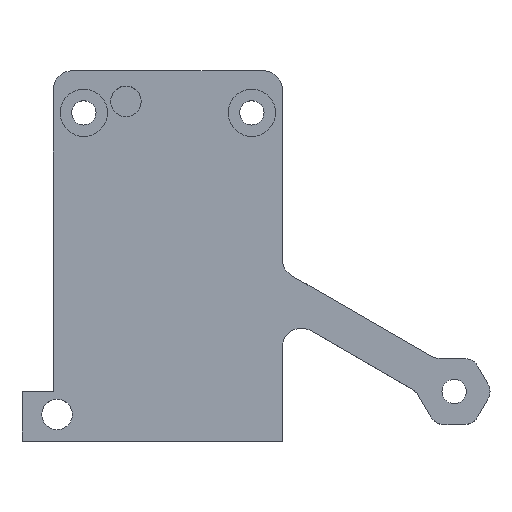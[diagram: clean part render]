
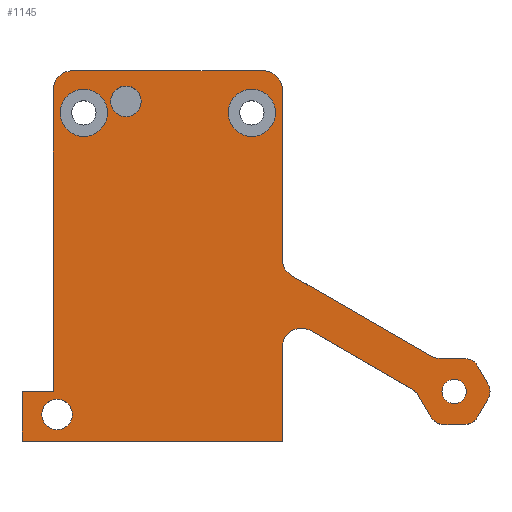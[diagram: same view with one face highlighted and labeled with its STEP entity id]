
A CAD part, top view. The second image highlights one B-rep face of the part: STEP entity #1145.
In plain terms, the highlighted planar face has unit normal (0, 0, 1).
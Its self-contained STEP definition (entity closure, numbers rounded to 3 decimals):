
#15=FACE_BOUND('',#162,.T.);
#16=FACE_BOUND('',#163,.T.);
#17=FACE_BOUND('',#164,.T.);
#18=FACE_BOUND('',#165,.T.);
#19=FACE_BOUND('',#166,.T.);
#55=PLANE('',#1229);
#97=FACE_OUTER_BOUND('',#161,.T.);
#161=EDGE_LOOP('',(#831,#832,#833,#834,#835,#836,#837,#838,#839,#840,#841,
#842,#843,#844,#845,#846,#847,#848,#849,#850,#851,#852,#853,#854));
#162=EDGE_LOOP('',(#855));
#163=EDGE_LOOP('',(#856));
#164=EDGE_LOOP('',(#857));
#165=EDGE_LOOP('',(#858));
#166=EDGE_LOOP('',(#859));
#251=LINE('',#1781,#364);
#254=LINE('',#1787,#367);
#255=LINE('',#1791,#368);
#256=LINE('',#1795,#369);
#257=LINE('',#1799,#370);
#258=LINE('',#1803,#371);
#259=LINE('',#1807,#372);
#260=LINE('',#1811,#373);
#261=LINE('',#1815,#374);
#262=LINE('',#1817,#375);
#263=LINE('',#1819,#376);
#264=LINE('',#1821,#377);
#265=LINE('',#1823,#378);
#266=LINE('',#1827,#379);
#364=VECTOR('',#1368,10.);
#367=VECTOR('',#1373,10.);
#368=VECTOR('',#1376,10.);
#369=VECTOR('',#1379,10.);
#370=VECTOR('',#1382,10.);
#371=VECTOR('',#1385,10.);
#372=VECTOR('',#1388,10.);
#373=VECTOR('',#1391,10.);
#374=VECTOR('',#1394,10.);
#375=VECTOR('',#1395,10.);
#376=VECTOR('',#1396,10.);
#377=VECTOR('',#1397,10.);
#378=VECTOR('',#1398,10.);
#379=VECTOR('',#1401,10.);
#470=CIRCLE('',#1227,2.);
#471=CIRCLE('',#1230,2.);
#472=CIRCLE('',#1231,2.);
#473=CIRCLE('',#1232,2.);
#474=CIRCLE('',#1233,2.);
#475=CIRCLE('',#1234,2.5);
#476=CIRCLE('',#1235,2.5);
#477=CIRCLE('',#1236,2.5);
#478=CIRCLE('',#1237,2.5);
#479=CIRCLE('',#1238,2.);
#480=CIRCLE('',#1239,1.6);
#481=CIRCLE('',#1240,2.);
#482=CIRCLE('',#1241,2.);
#483=CIRCLE('',#1242,3.1);
#484=CIRCLE('',#1243,3.1);
#534=VERTEX_POINT('',#1774);
#535=VERTEX_POINT('',#1776);
#536=VERTEX_POINT('',#1780);
#538=VERTEX_POINT('',#1786);
#539=VERTEX_POINT('',#1788);
#540=VERTEX_POINT('',#1790);
#541=VERTEX_POINT('',#1792);
#542=VERTEX_POINT('',#1794);
#543=VERTEX_POINT('',#1796);
#544=VERTEX_POINT('',#1798);
#545=VERTEX_POINT('',#1800);
#546=VERTEX_POINT('',#1802);
#547=VERTEX_POINT('',#1804);
#548=VERTEX_POINT('',#1806);
#549=VERTEX_POINT('',#1808);
#550=VERTEX_POINT('',#1810);
#551=VERTEX_POINT('',#1812);
#552=VERTEX_POINT('',#1814);
#553=VERTEX_POINT('',#1816);
#554=VERTEX_POINT('',#1818);
#555=VERTEX_POINT('',#1820);
#556=VERTEX_POINT('',#1822);
#557=VERTEX_POINT('',#1824);
#558=VERTEX_POINT('',#1826);
#559=VERTEX_POINT('',#1829);
#560=VERTEX_POINT('',#1831);
#561=VERTEX_POINT('',#1833);
#562=VERTEX_POINT('',#1835);
#563=VERTEX_POINT('',#1837);
#650=EDGE_CURVE('',#534,#535,#470,.T.);
#652=EDGE_CURVE('',#536,#535,#251,.T.);
#655=EDGE_CURVE('',#534,#538,#254,.T.);
#656=EDGE_CURVE('',#539,#538,#471,.T.);
#657=EDGE_CURVE('',#539,#540,#255,.T.);
#658=EDGE_CURVE('',#541,#540,#472,.T.);
#659=EDGE_CURVE('',#541,#542,#256,.T.);
#660=EDGE_CURVE('',#543,#542,#473,.T.);
#661=EDGE_CURVE('',#543,#544,#257,.T.);
#662=EDGE_CURVE('',#545,#544,#474,.T.);
#663=EDGE_CURVE('',#546,#545,#258,.T.);
#664=EDGE_CURVE('',#547,#546,#475,.T.);
#665=EDGE_CURVE('',#547,#548,#259,.T.);
#666=EDGE_CURVE('',#549,#548,#476,.T.);
#667=EDGE_CURVE('',#549,#550,#260,.T.);
#668=EDGE_CURVE('',#551,#550,#477,.T.);
#669=EDGE_CURVE('',#551,#552,#261,.T.);
#670=EDGE_CURVE('',#553,#552,#262,.T.);
#671=EDGE_CURVE('',#554,#553,#263,.T.);
#672=EDGE_CURVE('',#555,#554,#264,.T.);
#673=EDGE_CURVE('',#556,#555,#265,.T.);
#674=EDGE_CURVE('',#557,#556,#478,.T.);
#675=EDGE_CURVE('',#557,#558,#266,.T.);
#676=EDGE_CURVE('',#536,#558,#479,.T.);
#677=EDGE_CURVE('',#559,#559,#480,.T.);
#678=EDGE_CURVE('',#560,#560,#481,.T.);
#679=EDGE_CURVE('',#561,#561,#482,.T.);
#680=EDGE_CURVE('',#562,#562,#483,.T.);
#681=EDGE_CURVE('',#563,#563,#484,.T.);
#831=ORIENTED_EDGE('',*,*,#650,.F.);
#832=ORIENTED_EDGE('',*,*,#655,.T.);
#833=ORIENTED_EDGE('',*,*,#656,.F.);
#834=ORIENTED_EDGE('',*,*,#657,.T.);
#835=ORIENTED_EDGE('',*,*,#658,.F.);
#836=ORIENTED_EDGE('',*,*,#659,.T.);
#837=ORIENTED_EDGE('',*,*,#660,.F.);
#838=ORIENTED_EDGE('',*,*,#661,.T.);
#839=ORIENTED_EDGE('',*,*,#662,.F.);
#840=ORIENTED_EDGE('',*,*,#663,.F.);
#841=ORIENTED_EDGE('',*,*,#664,.F.);
#842=ORIENTED_EDGE('',*,*,#665,.T.);
#843=ORIENTED_EDGE('',*,*,#666,.F.);
#844=ORIENTED_EDGE('',*,*,#667,.T.);
#845=ORIENTED_EDGE('',*,*,#668,.F.);
#846=ORIENTED_EDGE('',*,*,#669,.T.);
#847=ORIENTED_EDGE('',*,*,#670,.F.);
#848=ORIENTED_EDGE('',*,*,#671,.F.);
#849=ORIENTED_EDGE('',*,*,#672,.F.);
#850=ORIENTED_EDGE('',*,*,#673,.F.);
#851=ORIENTED_EDGE('',*,*,#674,.F.);
#852=ORIENTED_EDGE('',*,*,#675,.T.);
#853=ORIENTED_EDGE('',*,*,#676,.F.);
#854=ORIENTED_EDGE('',*,*,#652,.T.);
#855=ORIENTED_EDGE('',*,*,#677,.T.);
#856=ORIENTED_EDGE('',*,*,#678,.T.);
#857=ORIENTED_EDGE('',*,*,#679,.T.);
#858=ORIENTED_EDGE('',*,*,#680,.T.);
#859=ORIENTED_EDGE('',*,*,#681,.T.);
#1145=ADVANCED_FACE('',(#97,#15,#16,#17,#18,#19),#55,.T.);
#1227=AXIS2_PLACEMENT_3D('',#1777,#1363,#1364);
#1229=AXIS2_PLACEMENT_3D('',#1785,#1371,#1372);
#1230=AXIS2_PLACEMENT_3D('',#1789,#1374,#1375);
#1231=AXIS2_PLACEMENT_3D('',#1793,#1377,#1378);
#1232=AXIS2_PLACEMENT_3D('',#1797,#1380,#1381);
#1233=AXIS2_PLACEMENT_3D('',#1801,#1383,#1384);
#1234=AXIS2_PLACEMENT_3D('',#1805,#1386,#1387);
#1235=AXIS2_PLACEMENT_3D('',#1809,#1389,#1390);
#1236=AXIS2_PLACEMENT_3D('',#1813,#1392,#1393);
#1237=AXIS2_PLACEMENT_3D('',#1825,#1399,#1400);
#1238=AXIS2_PLACEMENT_3D('',#1828,#1402,#1403);
#1239=AXIS2_PLACEMENT_3D('',#1830,#1404,#1405);
#1240=AXIS2_PLACEMENT_3D('',#1832,#1406,#1407);
#1241=AXIS2_PLACEMENT_3D('',#1834,#1408,#1409);
#1242=AXIS2_PLACEMENT_3D('',#1836,#1410,#1411);
#1243=AXIS2_PLACEMENT_3D('',#1838,#1412,#1413);
#1363=DIRECTION('center_axis',(0.,0.,-1.));
#1364=DIRECTION('ref_axis',(-0.5,-0.866,0.));
#1368=DIRECTION('',(0.5,-0.866,0.));
#1371=DIRECTION('center_axis',(0.,0.,1.));
#1372=DIRECTION('ref_axis',(1.,0.,0.));
#1373=DIRECTION('',(1.,0.,0.));
#1374=DIRECTION('center_axis',(0.,0.,-1.));
#1375=DIRECTION('ref_axis',(0.5,-0.866,0.));
#1376=DIRECTION('',(0.5,0.866,0.));
#1377=DIRECTION('center_axis',(0.,0.,-1.));
#1378=DIRECTION('ref_axis',(1.,0.,0.));
#1379=DIRECTION('',(-0.5,0.866,0.));
#1380=DIRECTION('center_axis',(0.,0.,-1.));
#1381=DIRECTION('ref_axis',(0.5,0.866,0.));
#1382=DIRECTION('',(-1.,0.,0.));
#1383=DIRECTION('center_axis',(0.,0.,1.));
#1384=DIRECTION('ref_axis',(-0.259,-0.966,0.));
#1385=DIRECTION('',(0.866,-0.5,0.));
#1386=DIRECTION('center_axis',(0.,0.,1.));
#1387=DIRECTION('ref_axis',(-0.866,-0.5,0.));
#1388=DIRECTION('',(0.,1.,0.));
#1389=DIRECTION('center_axis',(0.,0.,-1.));
#1390=DIRECTION('ref_axis',(0.707,0.707,0.));
#1391=DIRECTION('',(-1.,0.,0.));
#1392=DIRECTION('center_axis',(0.,0.,-1.));
#1393=DIRECTION('ref_axis',(-0.707,0.707,0.));
#1394=DIRECTION('',(0.,-1.,0.));
#1395=DIRECTION('',(1.,0.,0.));
#1396=DIRECTION('',(0.,1.,0.));
#1397=DIRECTION('',(-1.,0.,0.));
#1398=DIRECTION('',(0.,-1.,0.));
#1399=DIRECTION('center_axis',(0.,0.,1.));
#1400=DIRECTION('ref_axis',(-0.5,0.866,0.));
#1401=DIRECTION('',(0.866,-0.5,0.));
#1402=DIRECTION('center_axis',(0.,0.,1.));
#1403=DIRECTION('ref_axis',(0.707,0.707,0.));
#1404=DIRECTION('center_axis',(0.,0.,-1.));
#1405=DIRECTION('ref_axis',(1.,0.,0.));
#1406=DIRECTION('center_axis',(0.,0.,-1.));
#1407=DIRECTION('ref_axis',(1.,0.,0.));
#1408=DIRECTION('center_axis',(0.,0.,-1.));
#1409=DIRECTION('ref_axis',(1.,0.,0.));
#1410=DIRECTION('center_axis',(0.,0.,-1.));
#1411=DIRECTION('ref_axis',(1.,0.,0.));
#1412=DIRECTION('center_axis',(0.,0.,-1.));
#1413=DIRECTION('ref_axis',(1.,0.,0.));
#1774=CARTESIAN_POINT('',(36.155,-4.33,20.));
#1776=CARTESIAN_POINT('',(34.423,-3.33,20.));
#1777=CARTESIAN_POINT('Origin',(36.155,-2.33,20.));
#1780=CARTESIAN_POINT('',(32.768,-0.464,20.));
#1781=CARTESIAN_POINT('',(32.5,0.,20.));
#1785=CARTESIAN_POINT('Origin',(0.,21.,20.));
#1786=CARTESIAN_POINT('',(38.845,-4.33,20.));
#1787=CARTESIAN_POINT('',(35.,-4.33,20.));
#1788=CARTESIAN_POINT('',(40.577,-3.33,20.));
#1789=CARTESIAN_POINT('Origin',(38.845,-2.33,20.));
#1790=CARTESIAN_POINT('',(41.923,-1.,20.));
#1791=CARTESIAN_POINT('',(40.,-4.33,20.));
#1792=CARTESIAN_POINT('',(41.923,1.,20.));
#1793=CARTESIAN_POINT('Origin',(40.191,0.,
20.));
#1794=CARTESIAN_POINT('',(40.577,3.33,20.));
#1795=CARTESIAN_POINT('',(42.5,0.,20.));
#1796=CARTESIAN_POINT('',(38.845,4.33,20.));
#1797=CARTESIAN_POINT('Origin',(38.845,2.33,20.));
#1798=CARTESIAN_POINT('',(35.536,4.33,20.));
#1799=CARTESIAN_POINT('',(40.,4.33,20.));
#1800=CARTESIAN_POINT('',(34.536,4.598,20.));
#1801=CARTESIAN_POINT('Origin',(35.536,6.33,20.));
#1802=CARTESIAN_POINT('',(16.25,15.155,20.));
#1803=CARTESIAN_POINT('',(15.,15.877,20.));
#1804=CARTESIAN_POINT('',(15.,17.321,20.));
#1805=CARTESIAN_POINT('Origin',(17.5,17.321,20.));
#1806=CARTESIAN_POINT('',(15.,39.5,20.));
#1807=CARTESIAN_POINT('',(15.,0.,20.));
#1808=CARTESIAN_POINT('',(12.5,42.,20.));
#1809=CARTESIAN_POINT('Origin',(12.5,39.5,20.));
#1810=CARTESIAN_POINT('',(-12.5,42.,20.));
#1811=CARTESIAN_POINT('',(-15.,42.,20.));
#1812=CARTESIAN_POINT('',(-15.,39.5,20.));
#1813=CARTESIAN_POINT('Origin',(-12.5,39.5,20.));
#1814=CARTESIAN_POINT('',(-15.,0.,20.));
#1815=CARTESIAN_POINT('',(-15.,0.,20.));
#1816=CARTESIAN_POINT('',(-19.1,0.,20.));
#1817=CARTESIAN_POINT('',(-15.,0.,20.));
#1818=CARTESIAN_POINT('',(-19.1,-6.5,20.));
#1819=CARTESIAN_POINT('',(-19.1,-6.5,20.));
#1820=CARTESIAN_POINT('',(15.,-6.5,20.));
#1821=CARTESIAN_POINT('',(15.,-6.5,20.));
#1822=CARTESIAN_POINT('',(15.,5.774,20.));
#1823=CARTESIAN_POINT('',(15.,0.,20.));
#1824=CARTESIAN_POINT('',(18.75,7.939,20.));
#1825=CARTESIAN_POINT('Origin',(17.5,5.774,20.));
#1826=CARTESIAN_POINT('',(32.036,0.268,20.));
#1827=CARTESIAN_POINT('',(15.,10.104,20.));
#1828=CARTESIAN_POINT('Origin',(31.036,-1.464,20.));
#1829=CARTESIAN_POINT('',(35.9,0.,20.));
#1830=CARTESIAN_POINT('Origin',(37.5,0.,20.));
#1831=CARTESIAN_POINT('',(-7.5,38.,20.));
#1832=CARTESIAN_POINT('Origin',(-5.5,38.,20.));
#1833=CARTESIAN_POINT('',(-16.5,-3.,20.));
#1834=CARTESIAN_POINT('Origin',(-14.5,-3.,20.));
#1835=CARTESIAN_POINT('',(7.9,36.5,20.));
#1836=CARTESIAN_POINT('Origin',(11.,36.5,20.));
#1837=CARTESIAN_POINT('',(-14.1,36.5,20.));
#1838=CARTESIAN_POINT('Origin',(-11.,36.5,20.));
